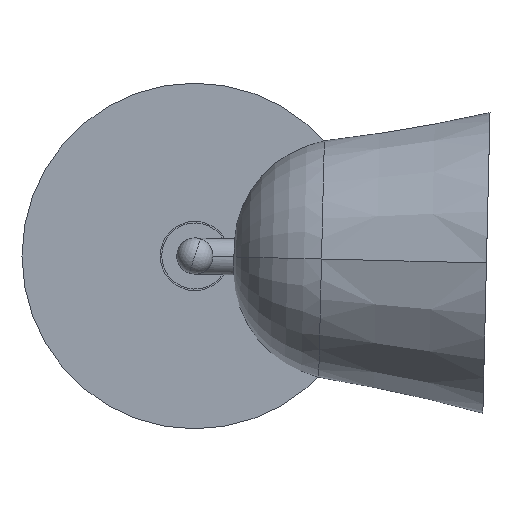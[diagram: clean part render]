
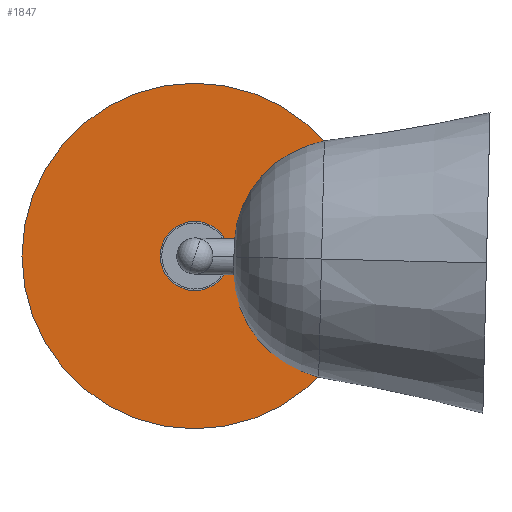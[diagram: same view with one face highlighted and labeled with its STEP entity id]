
A CAD part, left-side view. The second image highlights one B-rep face of the part: STEP entity #1847.
In plain terms, the highlighted face is planar.
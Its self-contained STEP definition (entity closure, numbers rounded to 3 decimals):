
#220 = EDGE_CURVE ( 'NONE', #3386, #8005, #9145, .T. ) ;
#255 = EDGE_CURVE ( 'NONE', #2528, #1266, #1104, .T. ) ;
#304 = ORIENTED_EDGE ( 'NONE', *, *, #6032, .T. ) ;
#531 = EDGE_LOOP ( 'NONE', ( #889, #2984 ) ) ;
#622 = DIRECTION ( 'NONE',  ( 0., 1., 0. ) ) ;
#680 = CARTESIAN_POINT ( 'NONE',  ( 0., 2., 57.5 ) ) ;
#889 = ORIENTED_EDGE ( 'NONE', *, *, #6784, .F. ) ;
#1104 = CIRCLE ( 'NONE', #3468, 11.5 ) ;
#1266 = VERTEX_POINT ( 'NONE', #2490 ) ;
#1492 = DIRECTION ( 'NONE',  ( 0., 1., 0. ) ) ;
#1847 = ADVANCED_FACE ( 'NONE', ( #3484, #8041 ), #4411, .T. ) ;
#2293 = CARTESIAN_POINT ( 'NONE',  ( 0., 2., -57.5 ) ) ;
#2490 = CARTESIAN_POINT ( 'NONE',  ( 0., 2., -11.5 ) ) ;
#2528 = VERTEX_POINT ( 'NONE', #4630 ) ;
#2894 = CIRCLE ( 'NONE', #4685, 11.5 ) ;
#2984 = ORIENTED_EDGE ( 'NONE', *, *, #255, .F. ) ;
#3386 = VERTEX_POINT ( 'NONE', #2293 ) ;
#3468 = AXIS2_PLACEMENT_3D ( 'NONE', #7025, #1492, #4010 ) ;
#3484 = FACE_OUTER_BOUND ( 'NONE', #5940, .T. ) ;
#4010 = DIRECTION ( 'NONE',  ( 0., 0., 1. ) ) ;
#4375 = DIRECTION ( 'NONE',  ( 0., 0., 1. ) ) ;
#4386 = DIRECTION ( 'NONE',  ( 0., 1., 0. ) ) ;
#4404 = DIRECTION ( 'NONE',  ( 0., 1., 0. ) ) ;
#4411 = PLANE ( 'NONE',  #6610 ) ;
#4457 = AXIS2_PLACEMENT_3D ( 'NONE', #8518, #8236, #8984 ) ;
#4630 = CARTESIAN_POINT ( 'NONE',  ( 0., 2., 11.5 ) ) ;
#4641 = ORIENTED_EDGE ( 'NONE', *, *, #220, .T. ) ;
#4652 = CARTESIAN_POINT ( 'NONE',  ( 0., 2., 0. ) ) ;
#4685 = AXIS2_PLACEMENT_3D ( 'NONE', #8795, #4404, #9556 ) ;
#4997 = AXIS2_PLACEMENT_3D ( 'NONE', #5005, #622, #5747 ) ;
#5005 = CARTESIAN_POINT ( 'NONE',  ( 0., 2., 0. ) ) ;
#5747 = DIRECTION ( 'NONE',  ( 0., 0., 1. ) ) ;
#5940 = EDGE_LOOP ( 'NONE', ( #4641, #304 ) ) ;
#6032 = EDGE_CURVE ( 'NONE', #8005, #3386, #6424, .T. ) ;
#6424 = CIRCLE ( 'NONE', #4997, 57.5 ) ;
#6610 = AXIS2_PLACEMENT_3D ( 'NONE', #4652, #4386, #4375 ) ;
#6784 = EDGE_CURVE ( 'NONE', #1266, #2528, #2894, .T. ) ;
#7025 = CARTESIAN_POINT ( 'NONE',  ( 0., 2., 0. ) ) ;
#8005 = VERTEX_POINT ( 'NONE', #680 ) ;
#8041 = FACE_BOUND ( 'NONE', #531, .T. ) ;
#8236 = DIRECTION ( 'NONE',  ( 0., 1., 0. ) ) ;
#8518 = CARTESIAN_POINT ( 'NONE',  ( 0., 2., 0. ) ) ;
#8795 = CARTESIAN_POINT ( 'NONE',  ( 0., 2., 0. ) ) ;
#8984 = DIRECTION ( 'NONE',  ( 0., 0., 1. ) ) ;
#9145 = CIRCLE ( 'NONE', #4457, 57.5 ) ;
#9556 = DIRECTION ( 'NONE',  ( 0., 0., 1. ) ) ;
